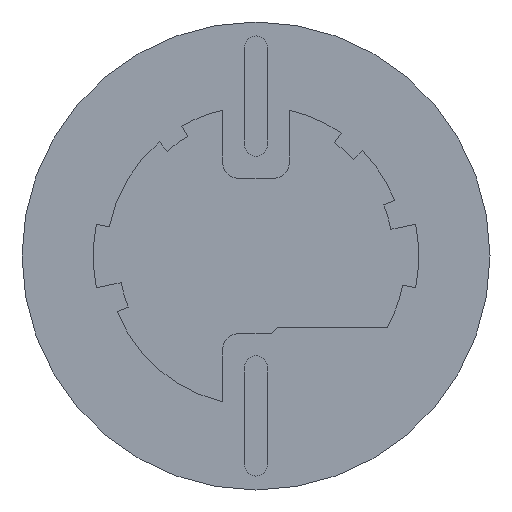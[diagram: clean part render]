
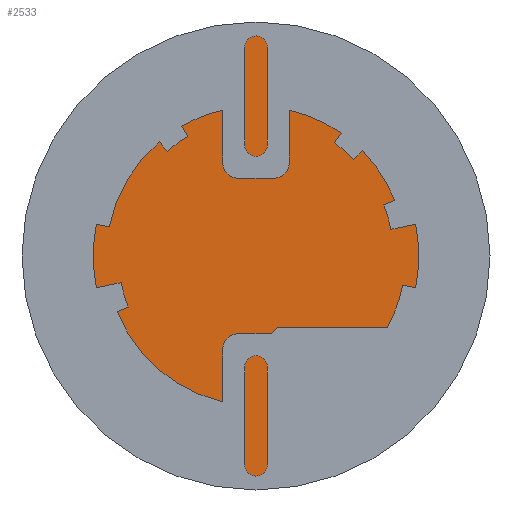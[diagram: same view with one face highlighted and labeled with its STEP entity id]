
A CAD part, front view. The second image highlights one B-rep face of the part: STEP entity #2533.
In plain terms, the highlighted planar face has unit normal (0, -1, 0).
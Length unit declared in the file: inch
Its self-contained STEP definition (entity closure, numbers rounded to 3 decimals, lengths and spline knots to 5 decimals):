
#5 = CARTESIAN_POINT ( 'NONE',  ( 0., 0.5625, 1.85049 ) ) ;
#56 = CARTESIAN_POINT ( 'NONE',  ( 0., 0.5625, -1.85049 ) ) ;
#295 = DIRECTION ( 'NONE',  ( 0., 0., 1. ) ) ;
#296 = DIRECTION ( 'NONE',  ( 0., 1., 0. ) ) ;
#299 = PLANE ( 'NONE',  #833 ) ;
#300 = FACE_OUTER_BOUND ( 'NONE', #3557, .T. ) ;
#302 = CARTESIAN_POINT ( 'NONE',  ( 0., 0.5625, 0. ) ) ;
#328 = DIRECTION ( 'NONE',  ( 0., 0., 1. ) ) ;
#329 = DIRECTION ( 'NONE',  ( 0., 1., 0. ) ) ;
#330 = CARTESIAN_POINT ( 'NONE',  ( 0., 0.5625, 0. ) ) ;
#339 = DIRECTION ( 'NONE',  ( 0., 0., 1. ) ) ;
#340 = DIRECTION ( 'NONE',  ( 0., 1., 0. ) ) ;
#341 = CARTESIAN_POINT ( 'NONE',  ( 0., 0.5625, 0. ) ) ;
#832 = AXIS2_PLACEMENT_3D ( 'NONE', #330, #329, #328 ) ;
#833 = AXIS2_PLACEMENT_3D ( 'NONE', #302, #296, #295 ) ;
#836 = CIRCLE ( 'NONE', #832, 1.85049 ) ;
#839 = AXIS2_PLACEMENT_3D ( 'NONE', #341, #340, #339 ) ;
#844 = CIRCLE ( 'NONE', #839, 1.85049 ) ;
#2524 = EDGE_CURVE ( 'NONE', #4218, #4399, #844, .T. ) ;
#2527 = EDGE_CURVE ( 'NONE', #4399, #4218, #836, .T. ) ;
#2533 = ADVANCED_FACE ( 'NONE', ( #300 ), #299, .F. ) ;
#3500 = ORIENTED_EDGE ( 'NONE', *, *, #2527, .F. ) ;
#3557 = EDGE_LOOP ( 'NONE', ( #3500, #3601 ) ) ;
#3601 = ORIENTED_EDGE ( 'NONE', *, *, #2524, .F. ) ;
#4218 = VERTEX_POINT ( 'NONE', #5 ) ;
#4399 = VERTEX_POINT ( 'NONE', #56 ) ;
